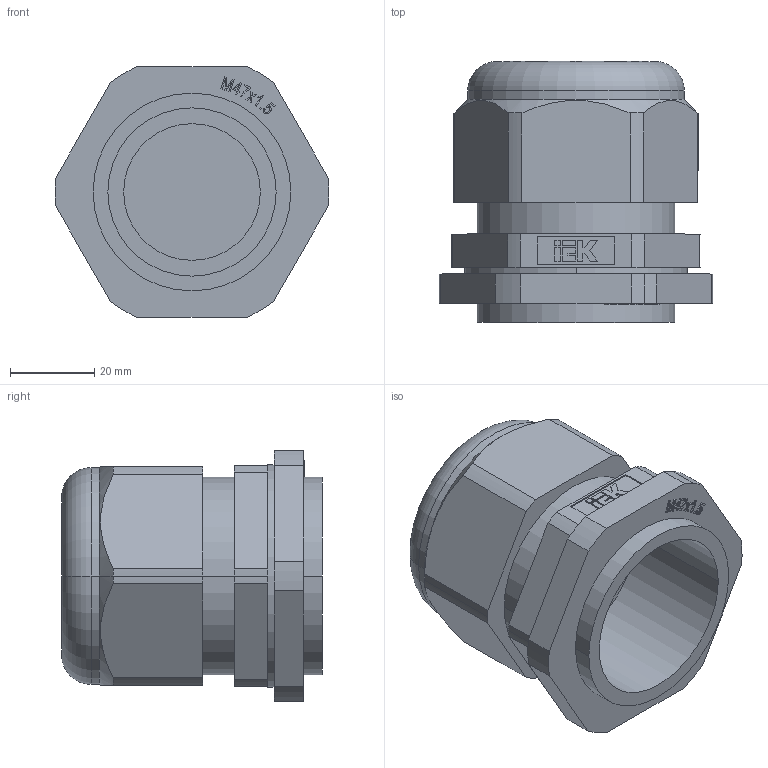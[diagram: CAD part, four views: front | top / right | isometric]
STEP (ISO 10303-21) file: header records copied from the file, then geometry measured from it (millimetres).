
FILE_DESCRIPTION (( 'STEP AP214' ), '1' );
FILE_NAME ('YSA20-32-36-54-K41 Ñàëüíèê PG 36 äèàìåòð ïðîâîäíèêà 24-32ìì IP54 ÈÝÊ.STEP', '2016-11-30T08:01:55', ( '' ), ( '' ), 'SwSTEP 2.0', 'SolidWorks 2014', '' );
FILE_SCHEMA (( 'AUTOMOTIVE_DESIGN' ));
Length unit declared in the file: millimetre
Products named in the file (1): YSA20-32-36-54-K41 Ñàëüíèê PG 36 äèàìåòð ïðîâîäíèêà 24-32ìì IP54 ÈÝÊ
Bounding box: 64.96 x 62 x 59.5 mm (x, y, z)
Volume: 67533.5 mm3; surface area: 44400.6 mm2
Topology: 5 solids, 5 shells, 410 faces, 1109 edges, 736 vertices
Faces by surface type: plane 273, bspline 55, cylinder 49, cone 29, torus 4
Entity records: 16129 total; most frequent: CARTESIAN_POINT 6068, ORIENTED_EDGE 2218, DIRECTION 1837, EDGE_CURVE 1109, VERTEX_POINT 736, VECTOR 667, LINE 667, AXIS2_PLACEMENT_3D 585
